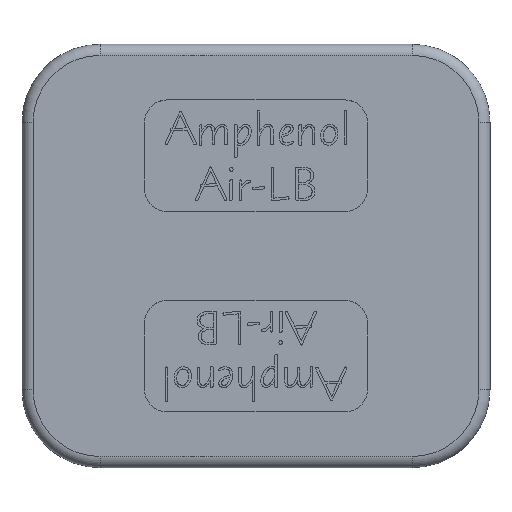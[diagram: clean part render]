
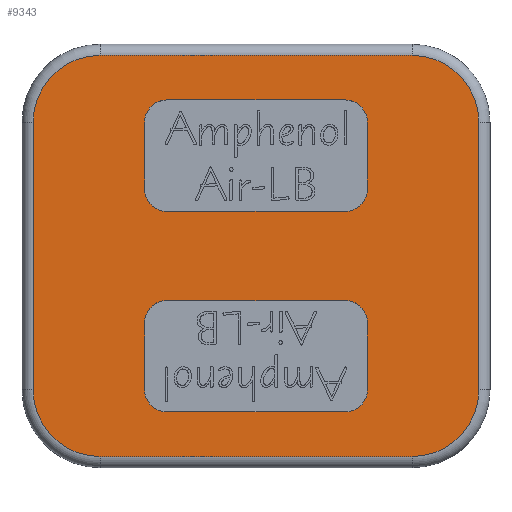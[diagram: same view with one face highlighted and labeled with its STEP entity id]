
A CAD part, top view. The second image highlights one B-rep face of the part: STEP entity #9343.
In plain terms, the highlighted planar face has unit normal (0, 0, 1).
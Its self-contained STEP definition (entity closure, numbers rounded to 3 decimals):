
#63=DIRECTION('',(0.,1.,0.));
#64=VECTOR('',#63,12.);
#65=CARTESIAN_POINT('',(10.,-6.,1.));
#66=LINE('',#65,#64);
#67=CARTESIAN_POINT('',(7.,-6.,1.));
#68=DIRECTION('',(0.,0.,1.));
#69=DIRECTION('',(0.,-1.,0.));
#70=AXIS2_PLACEMENT_3D('',#67,#68,#69);
#72=DIRECTION('',(1.,0.,0.));
#73=VECTOR('',#72,14.);
#74=CARTESIAN_POINT('',(-7.,-9.,1.));
#75=LINE('',#74,#73);
#76=CARTESIAN_POINT('',(-7.,-6.,1.));
#77=DIRECTION('',(0.,0.,1.));
#78=DIRECTION('',(-1.,0.,0.));
#79=AXIS2_PLACEMENT_3D('',#76,#77,#78);
#81=DIRECTION('',(0.,-1.,0.));
#82=VECTOR('',#81,12.);
#83=CARTESIAN_POINT('',(-10.,6.,1.));
#84=LINE('',#83,#82);
#85=CARTESIAN_POINT('',(-7.,6.,1.));
#86=DIRECTION('',(0.,0.,1.));
#87=DIRECTION('',(0.,1.,0.));
#88=AXIS2_PLACEMENT_3D('',#85,#86,#87);
#90=DIRECTION('',(-1.,0.,0.));
#91=VECTOR('',#90,14.);
#92=CARTESIAN_POINT('',(7.,9.,1.));
#93=LINE('',#92,#91);
#94=CARTESIAN_POINT('',(7.,6.,1.));
#95=DIRECTION('',(0.,0.,1.));
#96=DIRECTION('',(1.,0.,0.));
#97=AXIS2_PLACEMENT_3D('',#94,#95,#96);
#99=DIRECTION('',(0.,1.,0.));
#100=VECTOR('',#99,3.);
#101=CARTESIAN_POINT('',(5.,3.,1.));
#102=LINE('',#101,#100);
#103=DIRECTION('',(-1.,0.,0.));
#104=VECTOR('',#103,8.);
#105=CARTESIAN_POINT('',(4.,7.,1.));
#106=LINE('',#105,#104);
#107=DIRECTION('',(0.,-1.,0.));
#108=VECTOR('',#107,3.);
#109=CARTESIAN_POINT('',(-5.,6.,1.));
#110=LINE('',#109,#108);
#111=DIRECTION('',(1.,0.,0.));
#112=VECTOR('',#111,8.);
#113=CARTESIAN_POINT('',(-4.,2.,1.));
#114=LINE('',#113,#112);
#115=DIRECTION('',(0.,-1.,0.));
#116=VECTOR('',#115,3.);
#117=CARTESIAN_POINT('',(-5.,-3.,1.));
#118=LINE('',#117,#116);
#119=DIRECTION('',(1.,0.,0.));
#120=VECTOR('',#119,8.);
#121=CARTESIAN_POINT('',(-4.,-7.,1.));
#122=LINE('',#121,#120);
#123=DIRECTION('',(0.,1.,0.));
#124=VECTOR('',#123,3.);
#125=CARTESIAN_POINT('',(5.,-6.,1.));
#126=LINE('',#125,#124);
#127=DIRECTION('',(-1.,0.,0.));
#128=VECTOR('',#127,8.);
#129=CARTESIAN_POINT('',(4.,-2.,1.));
#130=LINE('',#129,#128);
#169=CARTESIAN_POINT('',(4.,6.,1.));
#170=DIRECTION('',(0.,0.,-1.));
#171=DIRECTION('',(0.,1.,0.));
#172=AXIS2_PLACEMENT_3D('',#169,#170,#171);
#1160=CARTESIAN_POINT('',(-4.,6.,1.));
#1161=DIRECTION('',(0.,0.,-1.));
#1162=DIRECTION('',(-1.,0.,0.));
#1163=AXIS2_PLACEMENT_3D('',#1160,#1161,#1162);
#1173=CARTESIAN_POINT('',(-4.,3.,1.));
#1174=DIRECTION('',(0.,0.,-1.));
#1175=DIRECTION('',(0.,-1.,0.));
#1176=AXIS2_PLACEMENT_3D('',#1173,#1174,#1175);
#1186=CARTESIAN_POINT('',(4.,3.,1.));
#1187=DIRECTION('',(0.,0.,-1.));
#1188=DIRECTION('',(1.,0.,0.));
#1189=AXIS2_PLACEMENT_3D('',#1186,#1187,#1188);
#3649=CARTESIAN_POINT('',(-4.,-6.,1.));
#3650=DIRECTION('',(0.,0.,-1.));
#3651=DIRECTION('',(0.,-1.,0.));
#3652=AXIS2_PLACEMENT_3D('',#3649,#3650,#3651);
#4640=CARTESIAN_POINT('',(-4.,-3.,1.));
#4641=DIRECTION('',(0.,0.,-1.));
#4642=DIRECTION('',(-1.,0.,0.));
#4643=AXIS2_PLACEMENT_3D('',#4640,#4641,#4642);
#4653=CARTESIAN_POINT('',(4.,-3.,1.));
#4654=DIRECTION('',(0.,0.,-1.));
#4655=DIRECTION('',(0.,1.,0.));
#4656=AXIS2_PLACEMENT_3D('',#4653,#4654,#4655);
#4666=CARTESIAN_POINT('',(4.,-6.,1.));
#4667=DIRECTION('',(0.,0.,-1.));
#4668=DIRECTION('',(1.,0.,0.));
#4669=AXIS2_PLACEMENT_3D('',#4666,#4667,#4668);
#7667=CARTESIAN_POINT('',(-5.,6.,1.));
#7668=VERTEX_POINT('',#7667);
#7669=CARTESIAN_POINT('',(-4.,7.,1.));
#7670=VERTEX_POINT('',#7669);
#7675=CARTESIAN_POINT('',(4.,7.,1.));
#7676=VERTEX_POINT('',#7675);
#7677=CARTESIAN_POINT('',(5.,6.,1.));
#7678=VERTEX_POINT('',#7677);
#7683=CARTESIAN_POINT('',(5.,3.,1.));
#7684=VERTEX_POINT('',#7683);
#7685=CARTESIAN_POINT('',(4.,2.,1.));
#7686=VERTEX_POINT('',#7685);
#7691=CARTESIAN_POINT('',(-4.,2.,1.));
#7692=VERTEX_POINT('',#7691);
#7693=CARTESIAN_POINT('',(-5.,3.,1.));
#7694=VERTEX_POINT('',#7693);
#8361=CARTESIAN_POINT('',(-4.,-7.,1.));
#8362=VERTEX_POINT('',#8361);
#8363=CARTESIAN_POINT('',(-5.,-6.,1.));
#8364=VERTEX_POINT('',#8363);
#8369=CARTESIAN_POINT('',(-5.,-3.,1.));
#8370=VERTEX_POINT('',#8369);
#8371=CARTESIAN_POINT('',(-4.,-2.,1.));
#8372=VERTEX_POINT('',#8371);
#8377=CARTESIAN_POINT('',(4.,-2.,1.));
#8378=VERTEX_POINT('',#8377);
#8379=CARTESIAN_POINT('',(5.,-3.,1.));
#8380=VERTEX_POINT('',#8379);
#8385=CARTESIAN_POINT('',(5.,-6.,1.));
#8386=VERTEX_POINT('',#8385);
#8387=CARTESIAN_POINT('',(4.,-7.,1.));
#8388=VERTEX_POINT('',#8387);
#9091=CARTESIAN_POINT('',(10.,-6.,1.));
#9092=CARTESIAN_POINT('',(10.,6.,1.));
#9093=VERTEX_POINT('',#9091);
#9094=VERTEX_POINT('',#9092);
#9095=CARTESIAN_POINT('',(7.,9.,1.));
#9096=VERTEX_POINT('',#9095);
#9097=CARTESIAN_POINT('',(-7.,9.,1.));
#9098=VERTEX_POINT('',#9097);
#9099=CARTESIAN_POINT('',(-10.,6.,1.));
#9100=VERTEX_POINT('',#9099);
#9101=CARTESIAN_POINT('',(-10.,-6.,1.));
#9102=VERTEX_POINT('',#9101);
#9103=CARTESIAN_POINT('',(-7.,-9.,1.));
#9104=VERTEX_POINT('',#9103);
#9105=CARTESIAN_POINT('',(7.,-9.,1.));
#9106=VERTEX_POINT('',#9105);
#9285=CARTESIAN_POINT('',(0.,0.,1.));
#9286=DIRECTION('',(0.,0.,1.));
#9287=DIRECTION('',(1.,0.,0.));
#9288=AXIS2_PLACEMENT_3D('',#9285,#9286,#9287);
#9289=PLANE('',#9288);
#9290=ORIENTED_EDGE('',*,*,#9275,.F.);
#9292=ORIENTED_EDGE('',*,*,#9291,.F.);
#9294=ORIENTED_EDGE('',*,*,#9293,.F.);
#9296=ORIENTED_EDGE('',*,*,#9295,.F.);
#9298=ORIENTED_EDGE('',*,*,#9297,.F.);
#9300=ORIENTED_EDGE('',*,*,#9299,.F.);
#9302=ORIENTED_EDGE('',*,*,#9301,.F.);
#9304=ORIENTED_EDGE('',*,*,#9303,.F.);
#9305=EDGE_LOOP('',(#9290,#9292,#9294,#9296,#9298,#9300,#9302,#9304));
#9306=FACE_OUTER_BOUND('',#9305,.F.);
#9308=ORIENTED_EDGE('',*,*,#9307,.T.);
#9310=ORIENTED_EDGE('',*,*,#9309,.F.);
#9312=ORIENTED_EDGE('',*,*,#9311,.T.);
#9314=ORIENTED_EDGE('',*,*,#9313,.F.);
#9316=ORIENTED_EDGE('',*,*,#9315,.T.);
#9318=ORIENTED_EDGE('',*,*,#9317,.F.);
#9320=ORIENTED_EDGE('',*,*,#9319,.T.);
#9322=ORIENTED_EDGE('',*,*,#9321,.F.);
#9323=EDGE_LOOP('',(#9308,#9310,#9312,#9314,#9316,#9318,#9320,#9322));
#9324=FACE_BOUND('',#9323,.F.);
#9326=ORIENTED_EDGE('',*,*,#9325,.T.);
#9328=ORIENTED_EDGE('',*,*,#9327,.F.);
#9330=ORIENTED_EDGE('',*,*,#9329,.T.);
#9332=ORIENTED_EDGE('',*,*,#9331,.F.);
#9334=ORIENTED_EDGE('',*,*,#9333,.T.);
#9336=ORIENTED_EDGE('',*,*,#9335,.F.);
#9338=ORIENTED_EDGE('',*,*,#9337,.T.);
#9340=ORIENTED_EDGE('',*,*,#9339,.F.);
#9341=EDGE_LOOP('',(#9326,#9328,#9330,#9332,#9334,#9336,#9338,#9340));
#9342=FACE_BOUND('',#9341,.F.);
#9343=ADVANCED_FACE('',(#9306,#9324,#9342),#9289,.T.);
#71=CIRCLE('',#70,3.);
#80=CIRCLE('',#79,3.);
#89=CIRCLE('',#88,3.);
#98=CIRCLE('',#97,3.);
#173=CIRCLE('',#172,1.);
#1164=CIRCLE('',#1163,1.);
#1177=CIRCLE('',#1176,1.);
#1190=CIRCLE('',#1189,1.);
#3653=CIRCLE('',#3652,1.);
#4644=CIRCLE('',#4643,1.);
#4657=CIRCLE('',#4656,1.);
#4670=CIRCLE('',#4669,1.);
#9275=EDGE_CURVE('',#9093,#9094,#66,.T.);
#9291=EDGE_CURVE('',#9106,#9093,#71,.T.);
#9293=EDGE_CURVE('',#9104,#9106,#75,.T.);
#9295=EDGE_CURVE('',#9102,#9104,#80,.T.);
#9297=EDGE_CURVE('',#9100,#9102,#84,.T.);
#9299=EDGE_CURVE('',#9098,#9100,#89,.T.);
#9301=EDGE_CURVE('',#9096,#9098,#93,.T.);
#9303=EDGE_CURVE('',#9094,#9096,#98,.T.);
#9307=EDGE_CURVE('',#7684,#7678,#102,.T.);
#9309=EDGE_CURVE('',#7676,#7678,#173,.T.);
#9311=EDGE_CURVE('',#7676,#7670,#106,.T.);
#9313=EDGE_CURVE('',#7668,#7670,#1164,.T.);
#9315=EDGE_CURVE('',#7668,#7694,#110,.T.);
#9317=EDGE_CURVE('',#7692,#7694,#1177,.T.);
#9319=EDGE_CURVE('',#7692,#7686,#114,.T.);
#9321=EDGE_CURVE('',#7684,#7686,#1190,.T.);
#9325=EDGE_CURVE('',#8370,#8364,#118,.T.);
#9327=EDGE_CURVE('',#8362,#8364,#3653,.T.);
#9329=EDGE_CURVE('',#8362,#8388,#122,.T.);
#9331=EDGE_CURVE('',#8386,#8388,#4670,.T.);
#9333=EDGE_CURVE('',#8386,#8380,#126,.T.);
#9335=EDGE_CURVE('',#8378,#8380,#4657,.T.);
#9337=EDGE_CURVE('',#8378,#8372,#130,.T.);
#9339=EDGE_CURVE('',#8370,#8372,#4644,.T.);
